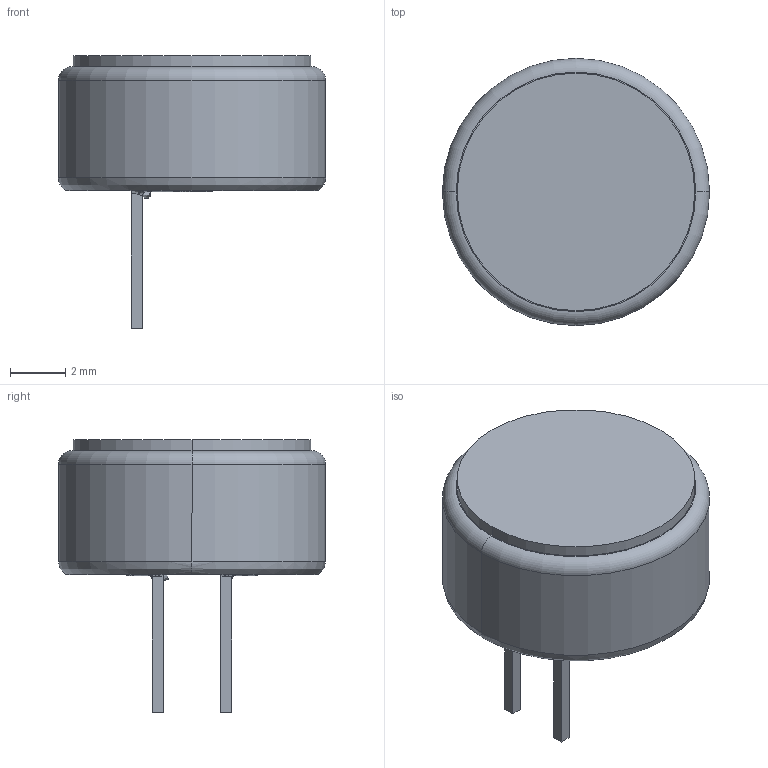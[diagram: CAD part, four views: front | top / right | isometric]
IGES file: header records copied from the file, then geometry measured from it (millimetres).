
Global section: file name: No Iges File Name specified; native system: Autodesk Inventor 2011; preprocessor: AutoDesk Inventor Iges Exporter R2011; author: Dunn; date: 20120110.155907; units: millimetre
Bounding box: 9.7 x 9.7 x 9.9 mm (x, y, z)
Volume: 213.8 mm3; surface area: 472.7 mm2
Topology: 1 solids, 2 shells, 171 faces, 413 edges, 248 vertices
Faces by surface type: bspline 82, plane 38, revolution 33, cylinder 12, torus 4, sphere 2
